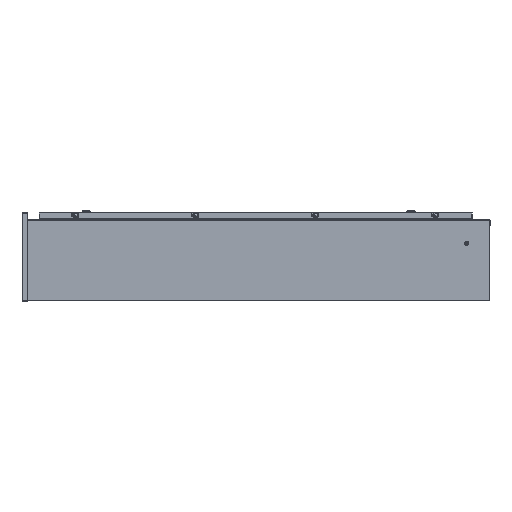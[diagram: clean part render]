
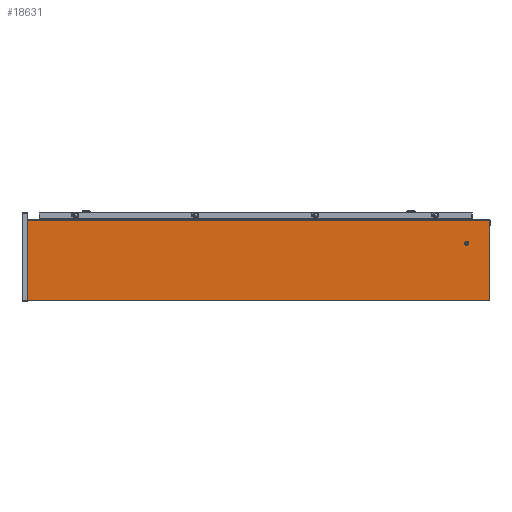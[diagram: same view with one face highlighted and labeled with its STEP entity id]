
A CAD part, left-side view. The second image highlights one B-rep face of the part: STEP entity #18631.
In plain terms, the highlighted planar face has unit normal (-1, 0, 0).
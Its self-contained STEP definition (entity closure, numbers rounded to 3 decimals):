
#566 = VECTOR ( 'NONE', #27861, 1000. ) ;
#639 = CIRCLE ( 'NONE', #15488, 0.5 ) ;
#3645 = CARTESIAN_POINT ( 'NONE',  ( -356.583, 89.056, 274. ) ) ;
#3976 = VECTOR ( 'NONE', #38786, 1000. ) ;
#4991 = CIRCLE ( 'NONE', #8864, 0.5 ) ;
#6767 = CARTESIAN_POINT ( 'NONE',  ( -356.583, -1507.944, 274. ) ) ;
#6908 = EDGE_CURVE ( 'NONE', #13436, #38842, #639, .T. ) ;
#7528 = ORIENTED_EDGE ( 'NONE', *, *, #6908, .T. ) ;
#7706 = ORIENTED_EDGE ( 'NONE', *, *, #16168, .T. ) ;
#8244 = DIRECTION ( 'NONE',  ( 1., 0., 0. ) ) ;
#8281 = EDGE_CURVE ( 'NONE', #20535, #16437, #26436, .T. ) ;
#8864 = AXIS2_PLACEMENT_3D ( 'NONE', #32006, #16644, #13997 ) ;
#9260 = CARTESIAN_POINT ( 'NONE',  ( -356.583, 89.056, 1. ) ) ;
#9516 = PLANE ( 'NONE',  #17576 ) ;
#11234 = EDGE_CURVE ( 'NONE', #21419, #16437, #37356, .T. ) ;
#12161 = FACE_BOUND ( 'NONE', #20617, .T. ) ;
#12377 = CARTESIAN_POINT ( 'NONE',  ( -356.583, -1507.944, 1. ) ) ;
#12742 = FACE_OUTER_BOUND ( 'NONE', #24143, .T. ) ;
#13436 = VERTEX_POINT ( 'NONE', #30872 ) ;
#13997 = DIRECTION ( 'NONE',  ( 0., 0., -1. ) ) ;
#15488 = AXIS2_PLACEMENT_3D ( 'NONE', #24013, #8244, #20581 ) ;
#15980 = DIRECTION ( 'NONE',  ( 0., 0., -1. ) ) ;
#16168 = EDGE_CURVE ( 'NONE', #21419, #34487, #18903, .T. ) ;
#16428 = ORIENTED_EDGE ( 'NONE', *, *, #38350, .T. ) ;
#16437 = VERTEX_POINT ( 'NONE', #16719 ) ;
#16461 = VECTOR ( 'NONE', #34480, 1000. ) ;
#16644 = DIRECTION ( 'NONE',  ( 1., 0., 0. ) ) ;
#16719 = CARTESIAN_POINT ( 'NONE',  ( -356.583, 89.056, 1. ) ) ;
#17576 = AXIS2_PLACEMENT_3D ( 'NONE', #3645, #25082, #15980 ) ;
#18395 = CARTESIAN_POINT ( 'NONE',  ( -356.583, 89.056, 274. ) ) ;
#18631 = ADVANCED_FACE ( 'NONE', ( #12161, #12742 ), #9516, .F. ) ;
#18903 = LINE ( 'NONE', #6767, #26152 ) ;
#20535 = VERTEX_POINT ( 'NONE', #18395 ) ;
#20581 = DIRECTION ( 'NONE',  ( 0., 0., -1. ) ) ;
#20617 = EDGE_LOOP ( 'NONE', ( #7528, #16428 ) ) ;
#20773 = CARTESIAN_POINT ( 'NONE',  ( -356.583, 89.056, 274. ) ) ;
#21036 = CARTESIAN_POINT ( 'NONE',  ( -356.583, -1429.944, 196.5 ) ) ;
#21419 = VERTEX_POINT ( 'NONE', #12377 ) ;
#23585 = CARTESIAN_POINT ( 'NONE',  ( -356.583, -1507.944, 274. ) ) ;
#24013 = CARTESIAN_POINT ( 'NONE',  ( -356.583, -1429.944, 196. ) ) ;
#24143 = EDGE_LOOP ( 'NONE', ( #25039, #7706, #38787, #29803 ) ) ;
#25039 = ORIENTED_EDGE ( 'NONE', *, *, #11234, .F. ) ;
#25082 = DIRECTION ( 'NONE',  ( 1., 0., 0. ) ) ;
#25391 = LINE ( 'NONE', #29002, #16461 ) ;
#26152 = VECTOR ( 'NONE', #37303, 1000. ) ;
#26436 = LINE ( 'NONE', #20773, #3976 ) ;
#27861 = DIRECTION ( 'NONE',  ( 0., 1., 0. ) ) ;
#29002 = CARTESIAN_POINT ( 'NONE',  ( -356.583, 89.056, 274. ) ) ;
#29803 = ORIENTED_EDGE ( 'NONE', *, *, #8281, .T. ) ;
#30872 = CARTESIAN_POINT ( 'NONE',  ( -356.583, -1429.944, 195.5 ) ) ;
#32006 = CARTESIAN_POINT ( 'NONE',  ( -356.583, -1429.944, 196. ) ) ;
#34480 = DIRECTION ( 'NONE',  ( 0., 1., 0. ) ) ;
#34487 = VERTEX_POINT ( 'NONE', #23585 ) ;
#34651 = EDGE_CURVE ( 'NONE', #34487, #20535, #25391, .T. ) ;
#37303 = DIRECTION ( 'NONE',  ( 0., 0., 1. ) ) ;
#37356 = LINE ( 'NONE', #9260, #566 ) ;
#38350 = EDGE_CURVE ( 'NONE', #38842, #13436, #4991, .T. ) ;
#38786 = DIRECTION ( 'NONE',  ( 0., 0., -1. ) ) ;
#38787 = ORIENTED_EDGE ( 'NONE', *, *, #34651, .T. ) ;
#38842 = VERTEX_POINT ( 'NONE', #21036 ) ;
